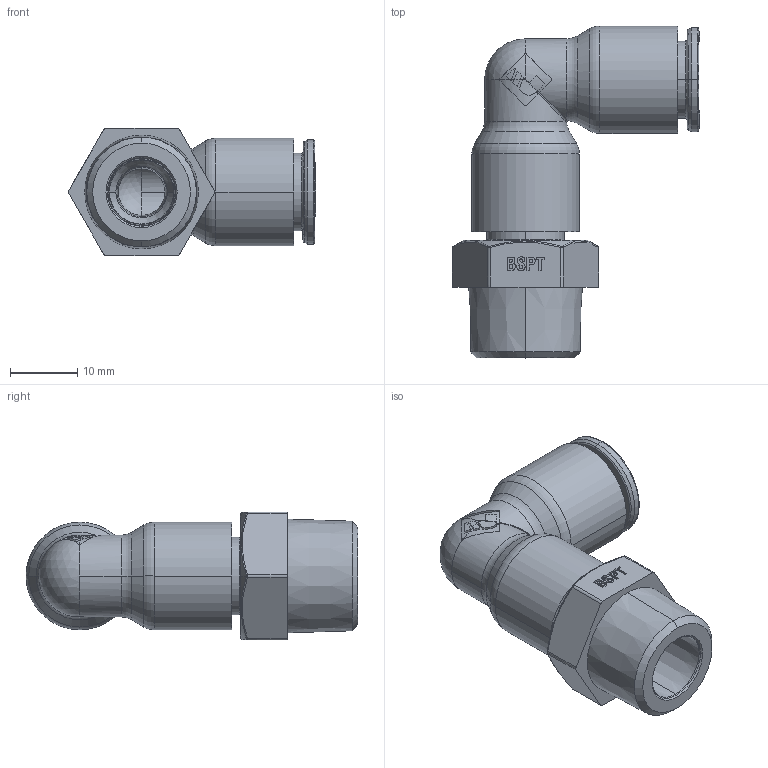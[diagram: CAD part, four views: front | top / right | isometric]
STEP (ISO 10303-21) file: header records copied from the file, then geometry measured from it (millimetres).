
FILE_DESCRIPTION(('STEP AP214'),'1');
FILE_NAME('6879_10_17.stp','2016-07-07T14:48:39',('TraceParts'),('TraceParts S.A.'),'Spatial InterOp 3D',' ',' ');
FILE_SCHEMA(('automotive_design'));
Length unit declared in the file: millimetre
Products named in the file (12): 6879 10 17|44110-19_ASM_2113#44110-19_ASM|44110-32_2109#44110-32;Solide1; 6879 10 17|44110-19_ASM_2113#44110-19_ASM|44110_2110#44110;Solide1; 6879 10 17|44110-19_ASM_2113#44110-19_ASM|44110-30_2111#44110-30;Solide1; 6879 10 17|44110-19_ASM_2113#44110-19_ASM|44110-40_2112#44110-40;Solide1; 6879 10 17|44110-19_ASM_2114#44110-19_ASM|44110-32_2109#44110-32;Solide1; 6879 10 17|44110-19_ASM_2114#44110-19_ASM|44110_2110#44110;Solide1; 6879 10 17|44110-19_ASM_2114#44110-19_ASM|44110-30_2111#44110-30;Solide1; 6879 10 17|44110-19_ASM_2114#44110-19_ASM|44110-40_2112#44110-40;Solide1; 6879 10 17|44520-02_2108#44520-02;Solide1; 6879 10 17|44110-11-10-ASM_2115#44110-11-10-ASM;Solide1; 6879 10 17|44110-11-10-ASM_2116#44110-11-10-ASM;Solide1; 6879 10 17|44520-58_RAINURE_2117#44520-58_RAINURE;Solide1
Bounding box: 36.79 x 49.4 x 19 mm (x, y, z)
Volume: 7612.9 mm3; surface area: 11948.4 mm2
Topology: 12 solids, 12 shells, 1518 faces, 3911 edges, 2469 vertices
Faces by surface type: plane 627, bspline 251, cylinder 248, torus 196, cone 188, sphere 8
Entity records: 67988 total; most frequent: CARTESIAN_POINT 19297, ORIENTED_EDGE 7822, DIRECTION 7245, EDGE_CURVE 3911, AXIS2_PLACEMENT_3D 2540, VERTEX_POINT 2469, LINE 2165, VECTOR 2165
